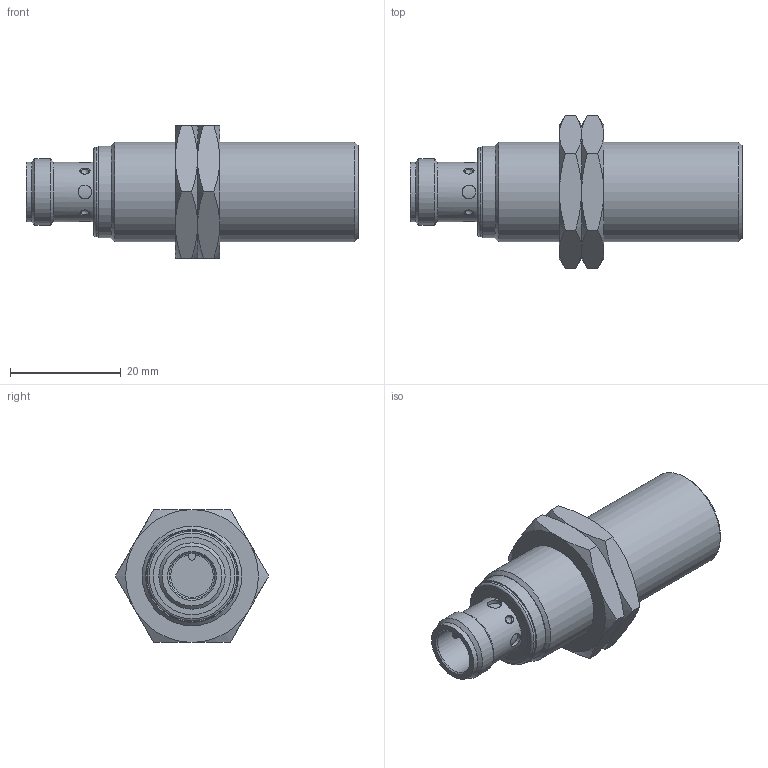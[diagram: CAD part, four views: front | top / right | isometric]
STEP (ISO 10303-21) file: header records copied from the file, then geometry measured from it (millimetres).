
FILE_DESCRIPTION (( 'STEP AP214' ), '1' );
FILE_NAME ('KSK-AP-3H.STEP', '2018-07-31T22:26:30', ( '' ), ( '' ), 'SwSTEP 2.0', 'SolidWorks 2017', '' );
FILE_SCHEMA (( 'AUTOMOTIVE_DESIGN' ));
Length unit declared in the file: inch
Products named in the file (1): KSK-AP-3H
Bounding box: 60 x 27.71 x 24 mm (x, y, z)
Volume: 14809.6 mm3; surface area: 5957.2 mm2
Topology: 3 solids, 3 shells, 94 faces, 201 edges, 127 vertices
Faces by surface type: cone 34, plane 28, cylinder 16, bspline 13, torus 3
Full cylindrical faces by diameter (mm): 8.3 x1, 10.8 x2, 12 x1, 16 x1, 16.1 x1, 16.2 x1, 16.6 x1, 16.917 x2, 18 x1
Entity records: 3545 total; most frequent: CARTESIAN_POINT 1799, DIRECTION 316, ORIENTED_EDGE 304, EDGE_CURVE 152, AXIS2_PLACEMENT_3D 148, EDGE_LOOP 145, FACE_OUTER_BOUND 116, VERTEX_POINT 111
